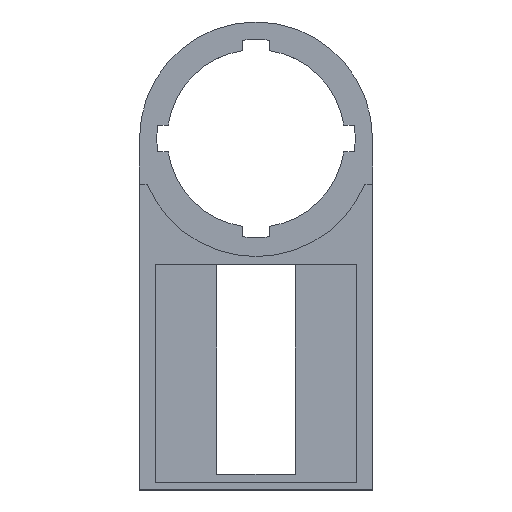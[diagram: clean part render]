
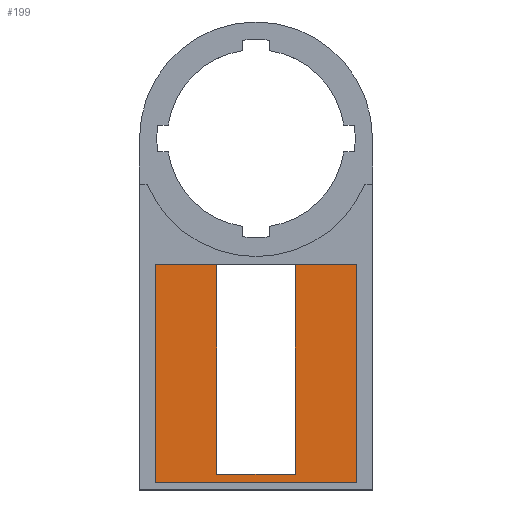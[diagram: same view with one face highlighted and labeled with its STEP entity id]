
A CAD part, top view. The second image highlights one B-rep face of the part: STEP entity #199.
In plain terms, the highlighted planar face has unit normal (0, 0, 1).
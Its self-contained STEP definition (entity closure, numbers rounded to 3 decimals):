
#138=AXIS2_PLACEMENT_3D('Plane Axis2P3D',#135,#136,#137) ;
#42=CARTESIAN_POINT('Vertex',(19.75,2.,1.1)) ;
#58=CARTESIAN_POINT('Vertex',(9.75,2.,1.1)) ;
#61=CARTESIAN_POINT('Line Origine',(14.75,2.,1.1)) ;
#85=CARTESIAN_POINT('Line Origine',(19.75,15.25,1.1)) ;
#89=CARTESIAN_POINT('Vertex',(19.75,28.5,1.1)) ;
#115=CARTESIAN_POINT('Vertex',(9.75,28.5,1.1)) ;
#118=CARTESIAN_POINT('Line Origine',(9.75,15.25,1.1)) ;
#135=CARTESIAN_POINT('Axis2P3D Location',(14.75,44.5,1.1)) ;
#140=CARTESIAN_POINT('Line Origine',(14.75,1.,1.1)) ;
#144=CARTESIAN_POINT('Vertex',(9.75,1.,1.1)) ;
#146=CARTESIAN_POINT('Vertex',(19.75,1.,1.1)) ;
#149=CARTESIAN_POINT('Line Origine',(24.125,1.,1.1)) ;
#153=CARTESIAN_POINT('Vertex',(28.5,1.,1.1)) ;
#156=CARTESIAN_POINT('Line Origine',(28.5,14.75,1.1)) ;
#160=CARTESIAN_POINT('Vertex',(28.5,28.5,1.1)) ;
#163=CARTESIAN_POINT('Line Origine',(24.125,28.5,1.1)) ;
#168=CARTESIAN_POINT('Line Origine',(5.375,28.5,1.1)) ;
#172=CARTESIAN_POINT('Vertex',(1.,28.5,1.1)) ;
#175=CARTESIAN_POINT('Line Origine',(1.,14.75,1.1)) ;
#179=CARTESIAN_POINT('Vertex',(1.,1.,1.1)) ;
#182=CARTESIAN_POINT('Line Origine',(5.375,1.,1.1)) ;
#62=DIRECTION('Vector Direction',(-1.,0.,0.)) ;
#86=DIRECTION('Vector Direction',(0.,-1.,0.)) ;
#119=DIRECTION('Vector Direction',(0.,-1.,0.)) ;
#136=DIRECTION('Axis2P3D Direction',(0.,0.,1.)) ;
#137=DIRECTION('Axis2P3D XDirection',(1.,0.,0.)) ;
#141=DIRECTION('Vector Direction',(-1.,0.,0.)) ;
#150=DIRECTION('Vector Direction',(1.,0.,0.)) ;
#157=DIRECTION('Vector Direction',(0.,-1.,0.)) ;
#164=DIRECTION('Vector Direction',(1.,0.,0.)) ;
#169=DIRECTION('Vector Direction',(-1.,0.,0.)) ;
#176=DIRECTION('Vector Direction',(0.,-1.,0.)) ;
#183=DIRECTION('Vector Direction',(-1.,0.,0.)) ;
#63=VECTOR('Line Direction',#62,1.) ;
#87=VECTOR('Line Direction',#86,1.) ;
#120=VECTOR('Line Direction',#119,1.) ;
#142=VECTOR('Line Direction',#141,1.) ;
#151=VECTOR('Line Direction',#150,1.) ;
#158=VECTOR('Line Direction',#157,1.) ;
#165=VECTOR('Line Direction',#164,1.) ;
#170=VECTOR('Line Direction',#169,1.) ;
#177=VECTOR('Line Direction',#176,1.) ;
#184=VECTOR('Line Direction',#183,1.) ;
#188=ORIENTED_EDGE('',*,*,#148,.T.) ;
#189=ORIENTED_EDGE('',*,*,#155,.F.) ;
#190=ORIENTED_EDGE('',*,*,#162,.F.) ;
#191=ORIENTED_EDGE('',*,*,#167,.T.) ;
#192=ORIENTED_EDGE('',*,*,#91,.T.) ;
#193=ORIENTED_EDGE('',*,*,#65,.F.) ;
#194=ORIENTED_EDGE('',*,*,#122,.F.) ;
#195=ORIENTED_EDGE('',*,*,#174,.T.) ;
#196=ORIENTED_EDGE('',*,*,#181,.T.) ;
#197=ORIENTED_EDGE('',*,*,#186,.F.) ;
#199=ADVANCED_FACE('S3D - GEDREHT',(#198),#139,.T.) ;
#65=EDGE_CURVE('',#59,#43,#64,.F.) ;
#91=EDGE_CURVE('',#90,#43,#88,.T.) ;
#122=EDGE_CURVE('',#116,#59,#121,.T.) ;
#148=EDGE_CURVE('',#145,#147,#143,.F.) ;
#155=EDGE_CURVE('',#154,#147,#152,.F.) ;
#162=EDGE_CURVE('',#161,#154,#159,.T.) ;
#167=EDGE_CURVE('',#161,#90,#166,.F.) ;
#174=EDGE_CURVE('',#116,#173,#171,.T.) ;
#181=EDGE_CURVE('',#173,#180,#178,.T.) ;
#186=EDGE_CURVE('',#145,#180,#185,.T.) ;
#187=EDGE_LOOP('',(#188,#189,#190,#191,#192,#193,#194,#195,#196,#197)) ;
#198=FACE_OUTER_BOUND('',#187,.T.) ;
#64=LINE('Line',#61,#63) ;
#88=LINE('Line',#85,#87) ;
#121=LINE('Line',#118,#120) ;
#143=LINE('Line',#140,#142) ;
#152=LINE('Line',#149,#151) ;
#159=LINE('Line',#156,#158) ;
#166=LINE('Line',#163,#165) ;
#171=LINE('Line',#168,#170) ;
#178=LINE('Line',#175,#177) ;
#185=LINE('Line',#182,#184) ;
#139=PLANE('',#138) ;
#43=VERTEX_POINT('',#42) ;
#59=VERTEX_POINT('',#58) ;
#90=VERTEX_POINT('',#89) ;
#116=VERTEX_POINT('',#115) ;
#145=VERTEX_POINT('',#144) ;
#147=VERTEX_POINT('',#146) ;
#154=VERTEX_POINT('',#153) ;
#161=VERTEX_POINT('',#160) ;
#173=VERTEX_POINT('',#172) ;
#180=VERTEX_POINT('',#179) ;
